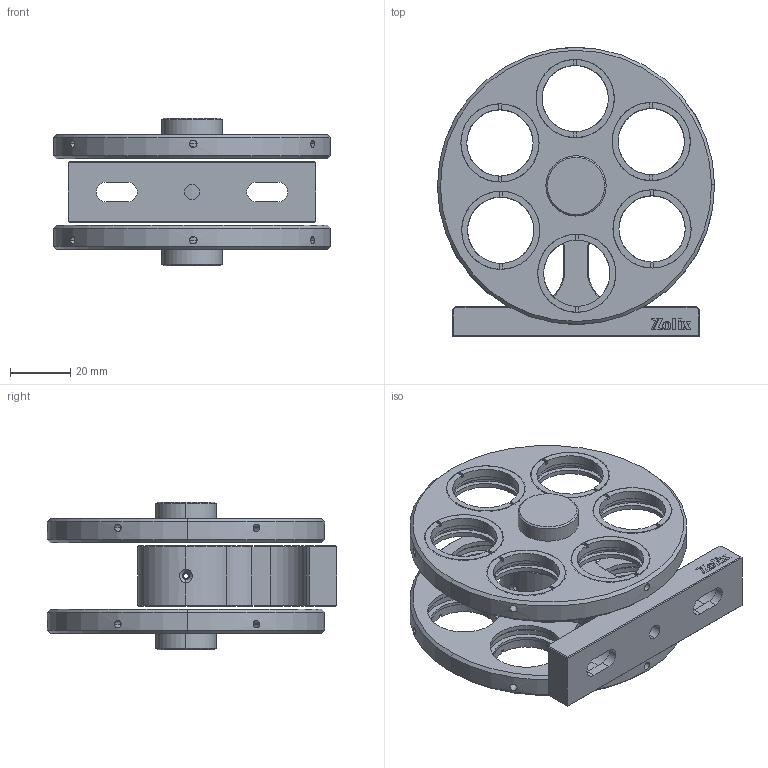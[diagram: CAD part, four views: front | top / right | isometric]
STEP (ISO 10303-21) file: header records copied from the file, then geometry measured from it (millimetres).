
FILE_DESCRIPTION (( 'STEP AP203' ), '1' );
FILE_NAME ('MFW12-25.step', '2019-05-09T08:57:59', ( '' ), ( '' ), 'SwSTEP 2.0', 'SolidWorks 2016', '' );
FILE_SCHEMA (( 'CONFIG_CONTROL_DESIGN' ));
Length unit declared in the file: millimetre
Products named in the file (1): MFW12-25
Bounding box: 92 x 96 x 49 mm (x, y, z)
Surface area: 48181.2 mm2 (no closed solid volume)
Topology: 0 solids, 46 shells, 450 faces, 1736 edges, 1342 vertices
Faces by surface type: plane 205, cylinder 179, cone 66
Entity records: 19620 total; most frequent: CARTESIAN_POINT 4801, DIRECTION 3080, ORIENTED_EDGE 2654, EDGE_CURVE 1736, VERTEX_POINT 1342, VECTOR 1078, LINE 1078, AXIS2_PLACEMENT_3D 1001
